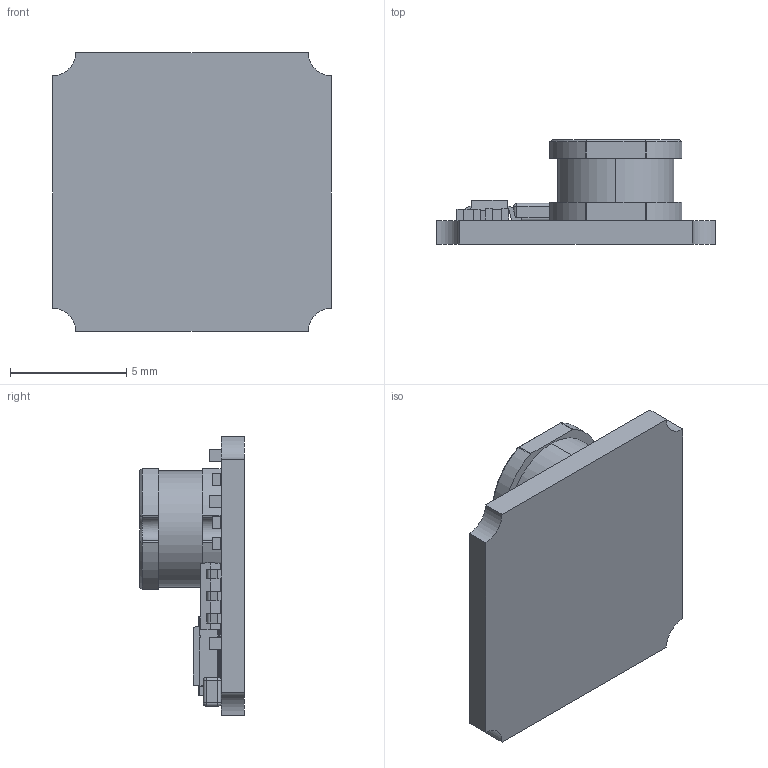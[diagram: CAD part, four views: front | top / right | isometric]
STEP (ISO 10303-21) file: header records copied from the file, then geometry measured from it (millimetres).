
FILE_DESCRIPTION (( 'STEP AP203' ), '1' );
FILE_NAME ('CUI_PXO7805-500-M-TR.step', '2022-09-30T20:12:23', ( '' ), ( '' ), 'SwSTEP 2.0', 'SolidWorks 2022', '' );
FILE_SCHEMA (( 'CONFIG_CONTROL_DESIGN' ));
Length unit declared in the file: inch
Products named in the file (1): CUI_PXO7805-500-M-TR
Bounding box: 12 x 4.5 x 12 mm (x, y, z)
Volume: 239.4 mm3; surface area: 560.4 mm2
Topology: 17 solids, 17 shells, 416 faces, 1032 edges, 636 vertices
Faces by surface type: plane 291, cylinder 92, cone 17, sphere 16
Entity records: 11996 total; most frequent: CARTESIAN_POINT 2062, DIRECTION 2049, ORIENTED_EDGE 2012, EDGE_CURVE 1006, LINE 795, VECTOR 795, VERTEX_POINT 636, AXIS2_PLACEMENT_3D 627
